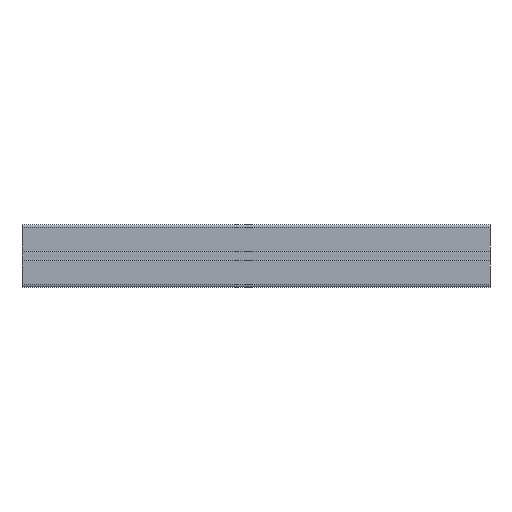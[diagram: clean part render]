
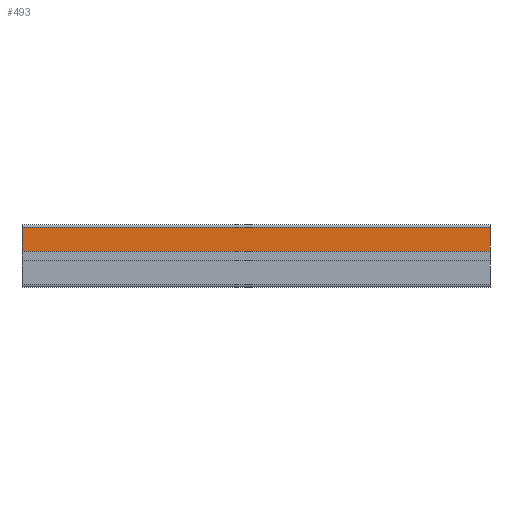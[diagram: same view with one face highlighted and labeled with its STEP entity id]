
A CAD part, left-side view. The second image highlights one B-rep face of the part: STEP entity #493.
In plain terms, the highlighted face is planar.
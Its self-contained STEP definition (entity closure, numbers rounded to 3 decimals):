
#493 = ADVANCED_FACE ( 'PLANAR_22', ( #2139 ), #2131, .T. ) ;
#711 = EDGE_CURVE ( 'NONE', #805, #776, #1467, .T. ) ;
#716 = EDGE_CURVE ( 'NONE', #817, #776, #1798, .T. ) ;
#776 = VERTEX_POINT ( 'NONE', #1554 ) ;
#805 = VERTEX_POINT ( 'NONE', #1560 ) ;
#806 = VERTEX_POINT ( 'NONE', #1599 ) ;
#817 = VERTEX_POINT ( 'NONE', #1606 ) ;
#961 = ORIENTED_EDGE ( 'NONE', *, *, #1063, .T. ) ;
#979 = ORIENTED_EDGE ( 'NONE', *, *, #711, .F. ) ;
#990 = ORIENTED_EDGE ( 'NONE', *, *, #1078, .F. ) ;
#1047 = ORIENTED_EDGE ( 'NONE', *, *, #716, .T. ) ;
#1063 = EDGE_CURVE ( 'NONE', #806, #817, #1632, .T. ) ;
#1078 = EDGE_CURVE ( 'NONE', #806, #805, #1667, .T. ) ;
#1152 = AXIS2_PLACEMENT_3D ( 'NONE', #2150, #2153, #2134 ) ;
#1335 = VECTOR ( 'NONE', #1460, 1000. ) ;
#1374 = VECTOR ( 'NONE', #1469, 1000. ) ;
#1403 = VECTOR ( 'NONE', #1675, 1000. ) ;
#1433 = VECTOR ( 'NONE', #1653, 1000. ) ;
#1460 = DIRECTION ( 'NONE',  ( 0., 0., 1. ) ) ;
#1461 = CARTESIAN_POINT ( 'NONE',  ( 10., 18.4, -300. ) ) ;
#1467 = LINE ( 'NONE', #1481, #1374 ) ;
#1469 = DIRECTION ( 'NONE',  ( 0., 1., 0. ) ) ;
#1481 = CARTESIAN_POINT ( 'NONE',  ( 10., 3.1, 0. ) ) ;
#1554 = CARTESIAN_POINT ( 'NONE',  ( 10., 18.4, 0. ) ) ;
#1560 = CARTESIAN_POINT ( 'NONE',  ( 10., 3.1, 0. ) ) ;
#1599 = CARTESIAN_POINT ( 'NONE',  ( 10., 3.1, -300. ) ) ;
#1606 = CARTESIAN_POINT ( 'NONE',  ( 10., 18.4, -300. ) ) ;
#1632 = LINE ( 'NONE', #1648, #1433 ) ;
#1648 = CARTESIAN_POINT ( 'NONE',  ( 10., 3.1, -300. ) ) ;
#1653 = DIRECTION ( 'NONE',  ( 0., 1., 0. ) ) ;
#1667 = LINE ( 'NONE', #1669, #1403 ) ;
#1669 = CARTESIAN_POINT ( 'NONE',  ( 10., 3.1, -300. ) ) ;
#1675 = DIRECTION ( 'NONE',  ( 0., 0., 1. ) ) ;
#1798 = LINE ( 'NONE', #1461, #1335 ) ;
#2057 = EDGE_LOOP ( 'NONE', ( #979, #990, #961, #1047 ) ) ;
#2131 = PLANE ( 'NONE',  #1152 ) ;
#2134 = DIRECTION ( 'NONE',  ( 0., 0., -1. ) ) ;
#2139 = FACE_OUTER_BOUND ( 'NONE', #2057, .T. ) ;
#2150 = CARTESIAN_POINT ( 'NONE',  ( 10., 3.1, -300. ) ) ;
#2153 = DIRECTION ( 'NONE',  ( 1., 0., 0. ) ) ;
